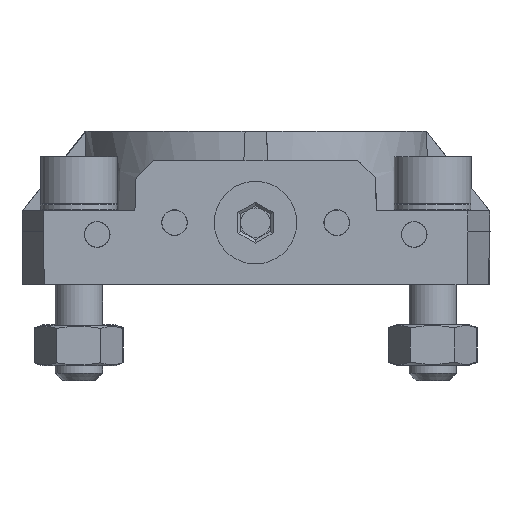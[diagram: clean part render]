
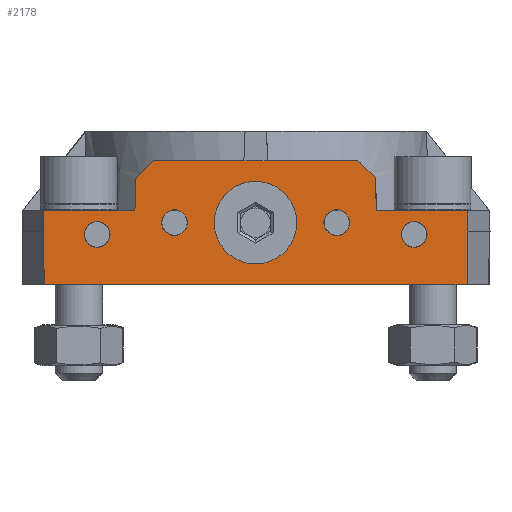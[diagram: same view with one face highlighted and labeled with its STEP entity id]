
A CAD part, left-side view. The second image highlights one B-rep face of the part: STEP entity #2178.
In plain terms, the highlighted planar face has unit normal (-1, 0.001, 0).
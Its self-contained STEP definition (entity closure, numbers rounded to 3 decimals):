
#2026=B_SPLINE_CURVE_WITH_KNOTS('',3,(#8744,#8745,#8746,#8747),
 .UNSPECIFIED.,.F.,.F.,(4,4),(0.,1.),.UNSPECIFIED.);
#2027=B_SPLINE_CURVE_WITH_KNOTS('',3,(#8749,#8750,#8751,#8752),
 .UNSPECIFIED.,.F.,.F.,(4,4),(0.,1.),.UNSPECIFIED.);
#2178=ADVANCED_FACE('',(#3144,#3145,#3146,#3147,#3148,#3149),#2437,.F.);
#2437=PLANE('',#6348);
#2588=LINE('',#7609,#2850);
#2608=LINE('',#7727,#2870);
#2611=LINE('',#7736,#2873);
#2631=LINE('',#8733,#2893);
#2632=LINE('',#8735,#2894);
#2633=LINE('',#8737,#2895);
#2634=LINE('',#8738,#2896);
#2635=LINE('',#8740,#2897);
#2636=LINE('',#8742,#2898);
#2637=LINE('',#8754,#2899);
#2638=LINE('',#8756,#2900);
#2639=LINE('',#8758,#2901);
#2640=LINE('',#8760,#2902);
#2641=LINE('',#8761,#2903);
#2850=VECTOR('',#6664,1.);
#2870=VECTOR('',#6734,1.);
#2873=VECTOR('',#6741,1.);
#2893=VECTOR('',#6827,1.);
#2894=VECTOR('',#6828,1.);
#2895=VECTOR('',#6829,1.);
#2896=VECTOR('',#6830,1.);
#2897=VECTOR('',#6831,1.);
#2898=VECTOR('',#6832,1.);
#2899=VECTOR('',#6833,1.);
#2900=VECTOR('',#6834,1.);
#2901=VECTOR('',#6835,1.);
#2902=VECTOR('',#6836,1.);
#2903=VECTOR('',#6837,1.);
#3144=FACE_BOUND('',#3316,.T.);
#3145=FACE_BOUND('',#3317,.T.);
#3146=FACE_BOUND('',#3318,.T.);
#3147=FACE_BOUND('',#3319,.T.);
#3148=FACE_BOUND('',#3320,.T.);
#3149=FACE_BOUND('',#3321,.T.);
#3316=EDGE_LOOP('',(#3808));
#3317=EDGE_LOOP('',(#3809));
#3318=EDGE_LOOP('',(#3810));
#3319=EDGE_LOOP('',(#3811,#3812,#3813,#3814,#3815,#3816,#3817,#3818,#3819,
#3820,#3821,#3822,#3823,#3824,#3825,#3826));
#3320=EDGE_LOOP('',(#3827));
#3321=EDGE_LOOP('',(#3828));
#3808=ORIENTED_EDGE('',*,*,#5357,.T.);
#3809=ORIENTED_EDGE('',*,*,#5358,.F.);
#3810=ORIENTED_EDGE('',*,*,#5359,.F.);
#3811=ORIENTED_EDGE('',*,*,#5360,.T.);
#3812=ORIENTED_EDGE('',*,*,#5199,.T.);
#3813=ORIENTED_EDGE('',*,*,#5361,.F.);
#3814=ORIENTED_EDGE('',*,*,#5362,.F.);
#3815=ORIENTED_EDGE('',*,*,#5244,.T.);
#3816=ORIENTED_EDGE('',*,*,#5363,.F.);
#3817=ORIENTED_EDGE('',*,*,#5364,.F.);
#3818=ORIENTED_EDGE('',*,*,#5365,.F.);
#3819=ORIENTED_EDGE('',*,*,#5366,.F.);
#3820=ORIENTED_EDGE('',*,*,#5367,.F.);
#3821=ORIENTED_EDGE('',*,*,#5368,.F.);
#3822=ORIENTED_EDGE('',*,*,#5369,.F.);
#3823=ORIENTED_EDGE('',*,*,#5370,.T.);
#3824=ORIENTED_EDGE('',*,*,#5371,.T.);
#3825=ORIENTED_EDGE('',*,*,#5248,.T.);
#3826=ORIENTED_EDGE('',*,*,#5372,.T.);
#3827=ORIENTED_EDGE('',*,*,#5373,.T.);
#3828=ORIENTED_EDGE('',*,*,#5374,.T.);
#4796=VERTEX_POINT('',#7608);
#4797=VERTEX_POINT('',#7610);
#4841=VERTEX_POINT('',#7726);
#4842=VERTEX_POINT('',#7728);
#4844=VERTEX_POINT('',#7734);
#4846=VERTEX_POINT('',#7737);
#4942=VERTEX_POINT('',#8728);
#4943=VERTEX_POINT('',#8730);
#4944=VERTEX_POINT('',#8732);
#4945=VERTEX_POINT('',#8734);
#4946=VERTEX_POINT('',#8736);
#4947=VERTEX_POINT('',#8739);
#4948=VERTEX_POINT('',#8741);
#4949=VERTEX_POINT('',#8743);
#4950=VERTEX_POINT('',#8748);
#4951=VERTEX_POINT('',#8753);
#4952=VERTEX_POINT('',#8755);
#4953=VERTEX_POINT('',#8757);
#4954=VERTEX_POINT('',#8759);
#4955=VERTEX_POINT('',#8763);
#4956=VERTEX_POINT('',#8765);
#5199=EDGE_CURVE('',#4797,#4796,#2588,.T.);
#5244=EDGE_CURVE('',#4842,#4841,#2608,.T.);
#5248=EDGE_CURVE('',#4846,#4844,#2611,.T.);
#5357=EDGE_CURVE('',#4942,#4942,#6192,.T.);
#5358=EDGE_CURVE('',#4943,#4943,#6193,.T.);
#5359=EDGE_CURVE('',#4944,#4944,#6194,.T.);
#5360=EDGE_CURVE('',#4945,#4797,#2631,.T.);
#5361=EDGE_CURVE('',#4946,#4796,#2632,.T.);
#5362=EDGE_CURVE('',#4842,#4946,#2633,.T.);
#5363=EDGE_CURVE('',#4947,#4841,#2634,.T.);
#5364=EDGE_CURVE('',#4948,#4947,#2635,.T.);
#5365=EDGE_CURVE('',#4949,#4948,#2636,.T.);
#5366=EDGE_CURVE('',#4950,#4949,#2026,.T.);
#5367=EDGE_CURVE('',#4951,#4950,#2027,.T.);
#5368=EDGE_CURVE('',#4952,#4951,#2637,.T.);
#5369=EDGE_CURVE('',#4953,#4952,#2638,.T.);
#5370=EDGE_CURVE('',#4953,#4954,#2639,.T.);
#5371=EDGE_CURVE('',#4954,#4846,#2640,.T.);
#5372=EDGE_CURVE('',#4844,#4945,#2641,.T.);
#5373=EDGE_CURVE('',#4955,#4955,#6195,.T.);
#5374=EDGE_CURVE('',#4956,#4956,#6196,.T.);
#6192=CIRCLE('',#6343,7.);
#6193=CIRCLE('',#6344,2.187);
#6194=CIRCLE('',#6345,2.187);
#6195=CIRCLE('',#6346,2.187);
#6196=CIRCLE('',#6347,2.187);
#6343=AXIS2_PLACEMENT_3D('',#8727,#6821,#6822);
#6344=AXIS2_PLACEMENT_3D('',#8729,#6823,#6824);
#6345=AXIS2_PLACEMENT_3D('',#8731,#6825,#6826);
#6346=AXIS2_PLACEMENT_3D('',#8762,#6838,#6839);
#6347=AXIS2_PLACEMENT_3D('',#8764,#6840,#6841);
#6348=AXIS2_PLACEMENT_3D('',#8766,#6842,#6843);
#6664=DIRECTION('',(-0.001,-1.,0.));
#6734=DIRECTION('',(0.001,1.,0.));
#6741=DIRECTION('',(0.001,1.,0.));
#6821=DIRECTION('',(1.,-0.001,0.));
#6822=DIRECTION('',(0.001,1.,0.));
#6823=DIRECTION('',(-1.,0.001,0.));
#6824=DIRECTION('',(0.001,1.,0.));
#6825=DIRECTION('',(-1.,0.001,0.));
#6826=DIRECTION('',(0.001,1.,0.));
#6827=DIRECTION('',(0.,-0.019,-1.));
#6828=DIRECTION('',(0.,0.019,-1.));
#6829=DIRECTION('',(0.,-0.019,-1.));
#6830=DIRECTION('',(0.,-0.035,-0.999));
#6831=DIRECTION('',(-0.001,-0.719,-0.695));
#6832=DIRECTION('',(-0.001,-1.,0.));
#6833=DIRECTION('',(-0.001,-1.,0.));
#6834=DIRECTION('',(-0.001,-1.,0.));
#6835=DIRECTION('',(0.001,0.719,-0.695));
#6836=DIRECTION('',(0.,0.035,-0.999));
#6837=DIRECTION('',(0.,0.019,-1.));
#6838=DIRECTION('',(1.,-0.001,0.));
#6839=DIRECTION('',(0.001,1.,0.));
#6840=DIRECTION('',(1.,-0.001,0.));
#6841=DIRECTION('',(0.001,1.,0.));
#6842=DIRECTION('',(1.,-0.001,0.));
#6843=DIRECTION('',(0.001,1.,0.));
#7608=CARTESIAN_POINT('',(-49.711,-35.832,-75.597));
#7609=CARTESIAN_POINT('',(-49.612,39.625,-75.597));
#7610=CARTESIAN_POINT('',(-49.617,35.833,-75.597));
#7726=CARTESIAN_POINT('',(-49.691,-20.471,-63.097));
#7727=CARTESIAN_POINT('',(-49.617,36.,-63.097));
#7728=CARTESIAN_POINT('',(-49.711,-35.935,-63.097));
#7734=CARTESIAN_POINT('',(-49.617,35.935,-63.097));
#7736=CARTESIAN_POINT('',(-49.612,39.625,-63.097));
#7737=CARTESIAN_POINT('',(-49.637,20.472,-63.097));
#8727=CARTESIAN_POINT('',(-49.664,0.026,-65.097));
#8728=CARTESIAN_POINT('',(-49.655,7.026,-65.097));
#8729=CARTESIAN_POINT('',(-49.646,13.75,-65.097));
#8730=CARTESIAN_POINT('',(-49.643,15.937,-65.097));
#8731=CARTESIAN_POINT('',(-49.629,26.875,-67.097));
#8732=CARTESIAN_POINT('',(-49.626,29.062,-67.097));
#8733=CARTESIAN_POINT('',(-49.617,36.065,-63.098));
#8734=CARTESIAN_POINT('',(-49.617,36.,-66.597));
#8735=CARTESIAN_POINT('',(-49.711,-36.,-66.597));
#8736=CARTESIAN_POINT('',(-49.711,-36.,-66.597));
#8737=CARTESIAN_POINT('',(-49.711,-36.,-66.597));
#8738=CARTESIAN_POINT('',(-49.69,-20.,-49.597));
#8739=CARTESIAN_POINT('',(-49.691,-20.275,-57.492));
#8740=CARTESIAN_POINT('',(-49.656,6.044,-32.076));
#8741=CARTESIAN_POINT('',(-49.687,-17.277,-54.597));
#8742=CARTESIAN_POINT('',(-49.617,36.,-54.597));
#8743=CARTESIAN_POINT('',(-49.667,-2.,-54.597));
#8744=CARTESIAN_POINT('',(-49.666,-1.033,-54.597));
#8745=CARTESIAN_POINT('',(-49.666,-1.355,-54.597));
#8746=CARTESIAN_POINT('',(-49.666,-1.677,-54.597));
#8747=CARTESIAN_POINT('',(-49.667,-2.,-54.597));
#8748=CARTESIAN_POINT('',(-49.666,-1.033,-54.597));
#8749=CARTESIAN_POINT('',(-49.663,1.034,-54.597));
#8750=CARTESIAN_POINT('',(-49.664,0.345,-54.597));
#8751=CARTESIAN_POINT('',(-49.665,-0.344,-54.597));
#8752=CARTESIAN_POINT('',(-49.666,-1.033,-54.597));
#8753=CARTESIAN_POINT('',(-49.663,1.034,-54.597));
#8754=CARTESIAN_POINT('',(-49.617,36.,-54.597));
#8755=CARTESIAN_POINT('',(-49.662,2.,-54.597));
#8756=CARTESIAN_POINT('',(-49.617,36.,-54.597));
#8757=CARTESIAN_POINT('',(-49.642,17.278,-54.597));
#8758=CARTESIAN_POINT('',(-49.642,17.278,-54.597));
#8759=CARTESIAN_POINT('',(-49.638,20.276,-57.492));
#8760=CARTESIAN_POINT('',(-49.637,20.491,-63.638));
#8761=CARTESIAN_POINT('',(-49.617,35.935,-63.098));
#8762=CARTESIAN_POINT('',(-49.699,-26.875,-67.097));
#8763=CARTESIAN_POINT('',(-49.697,-24.688,-67.097));
#8764=CARTESIAN_POINT('',(-49.682,-13.75,-65.097));
#8765=CARTESIAN_POINT('',(-49.679,-11.563,-65.097));
#8766=CARTESIAN_POINT('',(-49.617,36.,-63.097));
